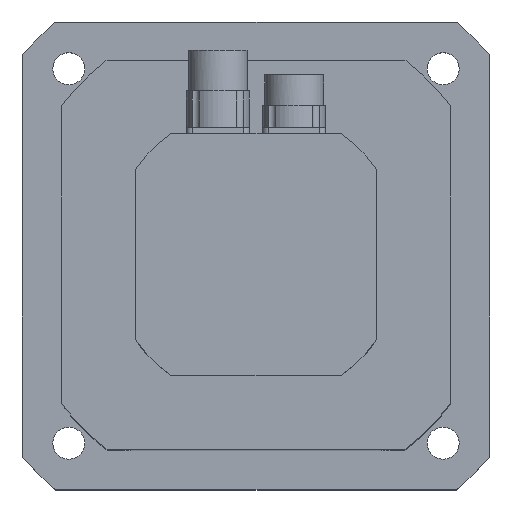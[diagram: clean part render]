
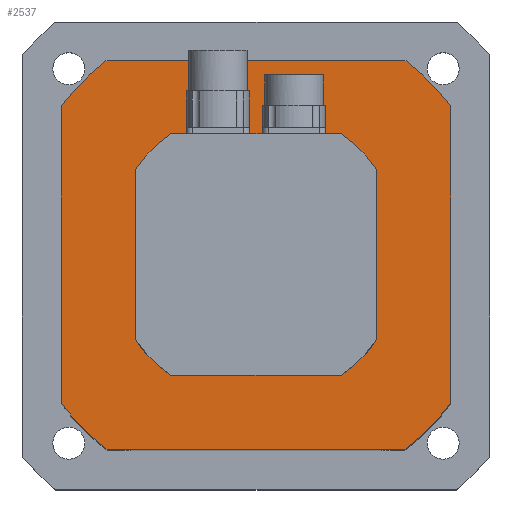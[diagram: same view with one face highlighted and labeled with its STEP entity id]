
A CAD part, top view. The second image highlights one B-rep face of the part: STEP entity #2537.
In plain terms, the highlighted planar face has unit normal (0, 0, 1).
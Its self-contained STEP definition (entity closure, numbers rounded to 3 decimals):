
#1722=CARTESIAN_POINT('',(-60.492,79.0,0.0));
#1723=VERTEX_POINT('',#1722);
#1730=CARTESIAN_POINT('',(60.492,79.0,0.0));
#1731=VERTEX_POINT('',#1730);
#1732=CARTESIAN_POINT('',(60.492,79.0,0.0));
#1733=DIRECTION('',(-1.0,0.0,0.0));
#1734=VECTOR('',#1733,120.983);
#1735=LINE('',#1732,#1734);
#1736=EDGE_CURVE('',#1731,#1723,#1735,.T.);
#1803=CARTESIAN_POINT('',(-79.0,-60.492,0.0));
#1804=VERTEX_POINT('',#1803);
#1811=CARTESIAN_POINT('',(-79.,60.492,0.0));
#1812=VERTEX_POINT('',#1811);
#1813=CARTESIAN_POINT('',(-79.,60.492,0.0));
#1814=DIRECTION('',(0.0,-1.0,0.0));
#1815=VECTOR('',#1814,120.983);
#1816=LINE('',#1813,#1815);
#1817=EDGE_CURVE('',#1812,#1804,#1816,.T.);
#1838=CARTESIAN_POINT('',(60.492,-79.,0.0));
#1839=VERTEX_POINT('',#1838);
#1846=CARTESIAN_POINT('',(-60.492,-79.0,0.0));
#1847=VERTEX_POINT('',#1846);
#1848=CARTESIAN_POINT('',(-60.492,-79.0,0.0));
#1849=DIRECTION('',(1.0,0.0,0.0));
#1850=VECTOR('',#1849,120.983);
#1851=LINE('',#1848,#1850);
#1852=EDGE_CURVE('',#1847,#1839,#1851,.T.);
#1870=CARTESIAN_POINT('',(79.0,60.492,0.0));
#1871=VERTEX_POINT('',#1870);
#1878=CARTESIAN_POINT('',(79.,-60.492,0.0));
#1879=VERTEX_POINT('',#1878);
#1880=CARTESIAN_POINT('',(79.,-60.492,0.0));
#1881=DIRECTION('',(0.0,1.0,0.0));
#1882=VECTOR('',#1881,120.983);
#1883=LINE('',#1880,#1882);
#1884=EDGE_CURVE('',#1879,#1871,#1883,.T.);
#2259=CARTESIAN_POINT('',(0.0,0.0,0.0));
#2260=DIRECTION('',(0.0,0.0,1.0));
#2261=DIRECTION('',(1.0,0.0,0.0));
#2262=AXIS2_PLACEMENT_3D('',#2259,#2260,#2261);
#2263=CIRCLE('',#2262,99.5);
#2264=EDGE_CURVE('',#1723,#1812,#2263,.T.);
#2277=CARTESIAN_POINT('',(0.0,0.0,0.0));
#2278=DIRECTION('',(0.0,0.0,1.0));
#2279=DIRECTION('',(1.0,0.0,0.0));
#2280=AXIS2_PLACEMENT_3D('',#2277,#2278,#2279);
#2281=CIRCLE('',#2280,99.5);
#2282=EDGE_CURVE('',#1871,#1731,#2281,.T.);
#2295=CARTESIAN_POINT('',(0.0,0.0,0.0));
#2296=DIRECTION('',(0.0,0.0,1.0));
#2297=DIRECTION('',(1.0,0.0,0.0));
#2298=AXIS2_PLACEMENT_3D('',#2295,#2296,#2297);
#2299=CIRCLE('',#2298,99.5);
#2300=EDGE_CURVE('',#1804,#1847,#2299,.T.);
#2313=CARTESIAN_POINT('',(0.0,0.0,0.0));
#2314=DIRECTION('',(0.0,0.0,1.0));
#2315=DIRECTION('',(1.0,0.0,0.0));
#2316=AXIS2_PLACEMENT_3D('',#2313,#2314,#2315);
#2317=CIRCLE('',#2316,99.5);
#2318=EDGE_CURVE('',#1839,#1879,#2317,.T.);
#2324=CARTESIAN_POINT('',(0.0,0.0,0.0));
#2325=DIRECTION('',(0.0,0.0,1.0));
#2326=DIRECTION('',(1.0,0.0,0.0));
#2327=AXIS2_PLACEMENT_3D('',#2324,#2325,#2326);
#2328=PLANE('',#2327);
#2329=ORIENTED_EDGE('',*,*,#1852,.T.);
#2330=ORIENTED_EDGE('',*,*,#2318,.T.);
#2331=ORIENTED_EDGE('',*,*,#1884,.T.);
#2332=ORIENTED_EDGE('',*,*,#2282,.T.);
#2333=ORIENTED_EDGE('',*,*,#1736,.T.);
#2334=ORIENTED_EDGE('',*,*,#2264,.T.);
#2335=ORIENTED_EDGE('',*,*,#1817,.T.);
#2336=ORIENTED_EDGE('',*,*,#2300,.T.);
#2337=EDGE_LOOP('',(#2329,#2330,#2331,#2332,#2333,#2334,#2335,#2336));
#2338=FACE_OUTER_BOUND('',#2337,.T.);
#2339=CARTESIAN_POINT('',(34.627,-49.,0.0));
#2340=VERTEX_POINT('',#2339);
#2341=CARTESIAN_POINT('',(-34.627,-49.,0.0));
#2342=VERTEX_POINT('',#2341);
#2343=CARTESIAN_POINT('',(34.627,-49.,0.0));
#2344=DIRECTION('',(-1.0,0.0,0.0));
#2345=VECTOR('',#2344,69.253);
#2346=LINE('',#2343,#2345);
#2347=EDGE_CURVE('',#2340,#2342,#2346,.T.);
#2348=ORIENTED_EDGE('',*,*,#2347,.T.);
#2349=CARTESIAN_POINT('',(-49.,-34.627,0.0));
#2350=VERTEX_POINT('',#2349);
#2351=CARTESIAN_POINT('',(0.0,0.0,0.0));
#2352=DIRECTION('',(0.0,0.0,-1.0));
#2353=DIRECTION('',(-1.0,0.0,0.0));
#2354=AXIS2_PLACEMENT_3D('',#2351,#2352,#2353);
#2355=CIRCLE('',#2354,60.0);
#2356=EDGE_CURVE('',#2342,#2350,#2355,.T.);
#2357=ORIENTED_EDGE('',*,*,#2356,.T.);
#2358=CARTESIAN_POINT('',(-49.0,-26.0,0.0));
#2359=VERTEX_POINT('',#2358);
#2360=CARTESIAN_POINT('',(-49.,-34.627,0.0));
#2361=DIRECTION('',(0.0,1.0,0.0));
#2362=VECTOR('',#2361,8.627);
#2363=LINE('',#2360,#2362);
#2364=EDGE_CURVE('',#2350,#2359,#2363,.T.);
#2365=ORIENTED_EDGE('',*,*,#2364,.T.);
#2366=CARTESIAN_POINT('',(-47.5,-26.0,0.0));
#2367=VERTEX_POINT('',#2366);
#2368=CARTESIAN_POINT('',(-49.0,-26.0,0.0));
#2369=DIRECTION('',(1.0,0.0,0.0));
#2370=VECTOR('',#2369,1.5);
#2371=LINE('',#2368,#2370);
#2372=EDGE_CURVE('',#2359,#2367,#2371,.T.);
#2373=ORIENTED_EDGE('',*,*,#2372,.T.);
#2374=CARTESIAN_POINT('',(-47.5,-18.0,0.0));
#2375=VERTEX_POINT('',#2374);
#2376=CARTESIAN_POINT('',(-47.5,-26.0,0.0));
#2377=DIRECTION('',(0.0,1.0,0.0));
#2378=VECTOR('',#2377,8.0);
#2379=LINE('',#2376,#2378);
#2380=EDGE_CURVE('',#2367,#2375,#2379,.T.);
#2381=ORIENTED_EDGE('',*,*,#2380,.T.);
#2382=CARTESIAN_POINT('',(-49.,-18.0,0.0));
#2383=VERTEX_POINT('',#2382);
#2384=CARTESIAN_POINT('',(-47.5,-18.0,0.0));
#2385=DIRECTION('',(-1.0,0.0,0.0));
#2386=VECTOR('',#2385,1.5);
#2387=LINE('',#2384,#2386);
#2388=EDGE_CURVE('',#2375,#2383,#2387,.T.);
#2389=ORIENTED_EDGE('',*,*,#2388,.T.);
#2390=CARTESIAN_POINT('',(-49.,18.0,0.0));
#2391=VERTEX_POINT('',#2390);
#2392=CARTESIAN_POINT('',(-49.,-18.0,0.0));
#2393=DIRECTION('',(0.0,1.0,0.0));
#2394=VECTOR('',#2393,36.0);
#2395=LINE('',#2392,#2394);
#2396=EDGE_CURVE('',#2383,#2391,#2395,.T.);
#2397=ORIENTED_EDGE('',*,*,#2396,.T.);
#2398=CARTESIAN_POINT('',(-47.5,18.0,0.0));
#2399=VERTEX_POINT('',#2398);
#2400=CARTESIAN_POINT('',(-49.,18.0,0.0));
#2401=DIRECTION('',(1.0,0.0,0.0));
#2402=VECTOR('',#2401,1.5);
#2403=LINE('',#2400,#2402);
#2404=EDGE_CURVE('',#2391,#2399,#2403,.T.);
#2405=ORIENTED_EDGE('',*,*,#2404,.T.);
#2406=CARTESIAN_POINT('',(-47.5,26.0,0.0));
#2407=VERTEX_POINT('',#2406);
#2408=CARTESIAN_POINT('',(-47.5,18.0,0.0));
#2409=DIRECTION('',(0.0,1.0,0.0));
#2410=VECTOR('',#2409,8.0);
#2411=LINE('',#2408,#2410);
#2412=EDGE_CURVE('',#2399,#2407,#2411,.T.);
#2413=ORIENTED_EDGE('',*,*,#2412,.T.);
#2414=CARTESIAN_POINT('',(-49.0,26.0,0.0));
#2415=VERTEX_POINT('',#2414);
#2416=CARTESIAN_POINT('',(-47.5,26.0,0.0));
#2417=DIRECTION('',(-1.0,0.0,0.0));
#2418=VECTOR('',#2417,1.5);
#2419=LINE('',#2416,#2418);
#2420=EDGE_CURVE('',#2407,#2415,#2419,.T.);
#2421=ORIENTED_EDGE('',*,*,#2420,.T.);
#2422=CARTESIAN_POINT('',(-49.,34.627,0.0));
#2423=VERTEX_POINT('',#2422);
#2424=CARTESIAN_POINT('',(-49.0,26.0,0.0));
#2425=DIRECTION('',(0.0,1.0,0.0));
#2426=VECTOR('',#2425,8.627);
#2427=LINE('',#2424,#2426);
#2428=EDGE_CURVE('',#2415,#2423,#2427,.T.);
#2429=ORIENTED_EDGE('',*,*,#2428,.T.);
#2430=CARTESIAN_POINT('',(-34.627,49.0,0.0));
#2431=VERTEX_POINT('',#2430);
#2432=CARTESIAN_POINT('',(0.0,0.0,0.0));
#2433=DIRECTION('',(0.0,0.0,-1.0));
#2434=DIRECTION('',(-1.0,0.0,0.0));
#2435=AXIS2_PLACEMENT_3D('',#2432,#2433,#2434);
#2436=CIRCLE('',#2435,60.0);
#2437=EDGE_CURVE('',#2423,#2431,#2436,.T.);
#2438=ORIENTED_EDGE('',*,*,#2437,.T.);
#2439=CARTESIAN_POINT('',(34.627,49.0,0.0));
#2440=VERTEX_POINT('',#2439);
#2441=CARTESIAN_POINT('',(-34.627,49.0,0.0));
#2442=DIRECTION('',(1.0,0.0,0.0));
#2443=VECTOR('',#2442,69.253);
#2444=LINE('',#2441,#2443);
#2445=EDGE_CURVE('',#2431,#2440,#2444,.T.);
#2446=ORIENTED_EDGE('',*,*,#2445,.T.);
#2447=CARTESIAN_POINT('',(49.0,34.627,0.0));
#2448=VERTEX_POINT('',#2447);
#2449=CARTESIAN_POINT('',(0.0,0.0,0.0));
#2450=DIRECTION('',(0.0,0.0,-1.0));
#2451=DIRECTION('',(-1.0,0.0,0.0));
#2452=AXIS2_PLACEMENT_3D('',#2449,#2450,#2451);
#2453=CIRCLE('',#2452,60.0);
#2454=EDGE_CURVE('',#2440,#2448,#2453,.T.);
#2455=ORIENTED_EDGE('',*,*,#2454,.T.);
#2456=CARTESIAN_POINT('',(49.0,26.0,0.0));
#2457=VERTEX_POINT('',#2456);
#2458=CARTESIAN_POINT('',(49.0,34.627,0.0));
#2459=DIRECTION('',(0.0,-1.0,0.0));
#2460=VECTOR('',#2459,8.627);
#2461=LINE('',#2458,#2460);
#2462=EDGE_CURVE('',#2448,#2457,#2461,.T.);
#2463=ORIENTED_EDGE('',*,*,#2462,.T.);
#2464=CARTESIAN_POINT('',(47.5,26.0,0.0));
#2465=VERTEX_POINT('',#2464);
#2466=CARTESIAN_POINT('',(49.0,26.0,0.0));
#2467=DIRECTION('',(-1.0,0.0,0.0));
#2468=VECTOR('',#2467,1.5);
#2469=LINE('',#2466,#2468);
#2470=EDGE_CURVE('',#2457,#2465,#2469,.T.);
#2471=ORIENTED_EDGE('',*,*,#2470,.T.);
#2472=CARTESIAN_POINT('',(47.5,18.0,0.0));
#2473=VERTEX_POINT('',#2472);
#2474=CARTESIAN_POINT('',(47.5,26.0,0.0));
#2475=DIRECTION('',(0.0,-1.0,0.0));
#2476=VECTOR('',#2475,8.0);
#2477=LINE('',#2474,#2476);
#2478=EDGE_CURVE('',#2465,#2473,#2477,.T.);
#2479=ORIENTED_EDGE('',*,*,#2478,.T.);
#2480=CARTESIAN_POINT('',(49.,18.0,0.0));
#2481=VERTEX_POINT('',#2480);
#2482=CARTESIAN_POINT('',(47.5,18.0,0.0));
#2483=DIRECTION('',(1.0,0.0,0.0));
#2484=VECTOR('',#2483,1.5);
#2485=LINE('',#2482,#2484);
#2486=EDGE_CURVE('',#2473,#2481,#2485,.T.);
#2487=ORIENTED_EDGE('',*,*,#2486,.T.);
#2488=CARTESIAN_POINT('',(49.,-18.0,0.0));
#2489=VERTEX_POINT('',#2488);
#2490=CARTESIAN_POINT('',(49.,18.0,0.0));
#2491=DIRECTION('',(0.0,-1.0,0.0));
#2492=VECTOR('',#2491,36.0);
#2493=LINE('',#2490,#2492);
#2494=EDGE_CURVE('',#2481,#2489,#2493,.T.);
#2495=ORIENTED_EDGE('',*,*,#2494,.T.);
#2496=CARTESIAN_POINT('',(47.5,-18.0,0.0));
#2497=VERTEX_POINT('',#2496);
#2498=CARTESIAN_POINT('',(49.,-18.0,0.0));
#2499=DIRECTION('',(-1.0,0.0,0.0));
#2500=VECTOR('',#2499,1.5);
#2501=LINE('',#2498,#2500);
#2502=EDGE_CURVE('',#2489,#2497,#2501,.T.);
#2503=ORIENTED_EDGE('',*,*,#2502,.T.);
#2504=CARTESIAN_POINT('',(47.5,-26.0,0.0));
#2505=VERTEX_POINT('',#2504);
#2506=CARTESIAN_POINT('',(47.5,-18.0,0.0));
#2507=DIRECTION('',(0.0,-1.0,0.0));
#2508=VECTOR('',#2507,8.0);
#2509=LINE('',#2506,#2508);
#2510=EDGE_CURVE('',#2497,#2505,#2509,.T.);
#2511=ORIENTED_EDGE('',*,*,#2510,.T.);
#2512=CARTESIAN_POINT('',(49.0,-26.0,0.0));
#2513=VERTEX_POINT('',#2512);
#2514=CARTESIAN_POINT('',(47.5,-26.0,0.0));
#2515=DIRECTION('',(1.0,0.0,0.0));
#2516=VECTOR('',#2515,1.5);
#2517=LINE('',#2514,#2516);
#2518=EDGE_CURVE('',#2505,#2513,#2517,.T.);
#2519=ORIENTED_EDGE('',*,*,#2518,.T.);
#2520=CARTESIAN_POINT('',(49.0,-34.627,0.0));
#2521=VERTEX_POINT('',#2520);
#2522=CARTESIAN_POINT('',(49.0,-26.0,0.0));
#2523=DIRECTION('',(0.0,-1.0,0.0));
#2524=VECTOR('',#2523,8.627);
#2525=LINE('',#2522,#2524);
#2526=EDGE_CURVE('',#2513,#2521,#2525,.T.);
#2527=ORIENTED_EDGE('',*,*,#2526,.T.);
#2528=CARTESIAN_POINT('',(0.0,0.0,0.0));
#2529=DIRECTION('',(0.0,0.0,-1.0));
#2530=DIRECTION('',(-1.0,0.0,0.0));
#2531=AXIS2_PLACEMENT_3D('',#2528,#2529,#2530);
#2532=CIRCLE('',#2531,60.0);
#2533=EDGE_CURVE('',#2521,#2340,#2532,.T.);
#2534=ORIENTED_EDGE('',*,*,#2533,.T.);
#2535=EDGE_LOOP('',(#2348,#2357,#2365,#2373,#2381,#2389,#2397,#2405,#2413,#2421,#2429,#2438,#2446,#2455,#2463,#2471,#2479,#2487,#2495,#2503,#2511,#2519,#2527,#2534));
#2536=FACE_BOUND('',#2535,.T.);
#2537=ADVANCED_FACE('',(#2338,#2536),#2328,.T.);
